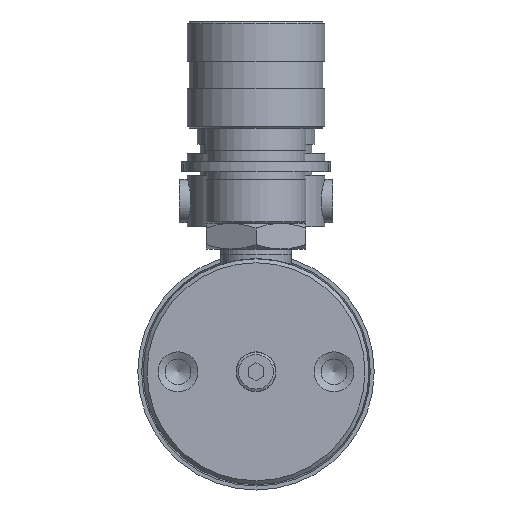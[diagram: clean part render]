
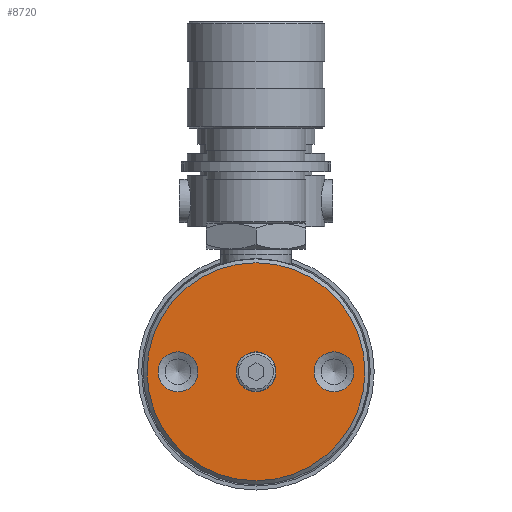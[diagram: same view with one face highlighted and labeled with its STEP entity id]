
A CAD part, front view. The second image highlights one B-rep face of the part: STEP entity #8720.
In plain terms, the highlighted planar face has unit normal (0, -1, 0).
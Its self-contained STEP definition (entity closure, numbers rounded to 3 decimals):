
#26 = CIRCLE ( 'NONE', #1396, 27.75 ) ;
#1015 = EDGE_LOOP ( 'NONE', ( #10390 ) ) ;
#1046 = VERTEX_POINT ( 'NONE', #14842 ) ;
#1083 = CARTESIAN_POINT ( 'NONE',  ( 0., 0., 0. ) ) ;
#1142 = DIRECTION ( 'NONE',  ( 0., 0., 1. ) ) ;
#1315 = PLANE ( 'NONE',  #11612 ) ;
#1396 = AXIS2_PLACEMENT_3D ( 'NONE', #15228, #12716, #10085 ) ;
#1414 = EDGE_LOOP ( 'NONE', ( #5436 ) ) ;
#1708 = CIRCLE ( 'NONE', #12042, 5.075 ) ;
#1777 = CARTESIAN_POINT ( 'NONE',  ( 0., 0., 27.75 ) ) ;
#2232 = AXIS2_PLACEMENT_3D ( 'NONE', #5260, #15649, #11708 ) ;
#2923 = EDGE_CURVE ( 'NONE', #14630, #14630, #1708, .T. ) ;
#3350 = CIRCLE ( 'NONE', #2232, 5.08 ) ;
#3366 = DIRECTION ( 'NONE',  ( 0., -1., 0. ) ) ;
#5260 = CARTESIAN_POINT ( 'NONE',  ( -19.85, 0., 0. ) ) ;
#5436 = ORIENTED_EDGE ( 'NONE', *, *, #16081, .F. ) ;
#6130 = EDGE_CURVE ( 'NONE', #13409, #13409, #26, .T. ) ;
#7000 = AXIS2_PLACEMENT_3D ( 'NONE', #9719, #3366, #11409 ) ;
#7541 = VERTEX_POINT ( 'NONE', #8297 ) ;
#7595 = CIRCLE ( 'NONE', #7000, 5.08 ) ;
#8297 = CARTESIAN_POINT ( 'NONE',  ( 19.85, 0., -5.08 ) ) ;
#8470 = ORIENTED_EDGE ( 'NONE', *, *, #15080, .F. ) ;
#8504 = FACE_BOUND ( 'NONE', #9270, .T. ) ;
#8720 = ADVANCED_FACE ( 'NONE', ( #11947, #8504, #14172, #10732 ), #1315, .F. ) ;
#8979 = DIRECTION ( 'NONE',  ( 0., 0., -1. ) ) ;
#9270 = EDGE_LOOP ( 'NONE', ( #8470 ) ) ;
#9719 = CARTESIAN_POINT ( 'NONE',  ( 19.85, 0., 0. ) ) ;
#10085 = DIRECTION ( 'NONE',  ( 0., 0., 1. ) ) ;
#10336 = DIRECTION ( 'NONE',  ( 0., 1., 0. ) ) ;
#10390 = ORIENTED_EDGE ( 'NONE', *, *, #2923, .F. ) ;
#10732 = FACE_BOUND ( 'NONE', #1015, .T. ) ;
#11409 = DIRECTION ( 'NONE',  ( 0., 0., -1. ) ) ;
#11572 = CARTESIAN_POINT ( 'NONE',  ( -5.075, 0., 0. ) ) ;
#11612 = AXIS2_PLACEMENT_3D ( 'NONE', #11572, #10336, #1142 ) ;
#11708 = DIRECTION ( 'NONE',  ( 0., 0., -1. ) ) ;
#11947 = FACE_BOUND ( 'NONE', #1414, .T. ) ;
#12042 = AXIS2_PLACEMENT_3D ( 'NONE', #1083, #14164, #8979 ) ;
#12716 = DIRECTION ( 'NONE',  ( 0., -1., 0. ) ) ;
#13044 = CARTESIAN_POINT ( 'NONE',  ( 0., 0., -5.075 ) ) ;
#13409 = VERTEX_POINT ( 'NONE', #1777 ) ;
#13711 = ORIENTED_EDGE ( 'NONE', *, *, #6130, .T. ) ;
#14164 = DIRECTION ( 'NONE',  ( 0., -1., 0. ) ) ;
#14172 = FACE_OUTER_BOUND ( 'NONE', #15781, .T. ) ;
#14630 = VERTEX_POINT ( 'NONE', #13044 ) ;
#14842 = CARTESIAN_POINT ( 'NONE',  ( -19.85, 0., -5.08 ) ) ;
#15080 = EDGE_CURVE ( 'NONE', #1046, #1046, #3350, .T. ) ;
#15228 = CARTESIAN_POINT ( 'NONE',  ( 0., 0., 0. ) ) ;
#15649 = DIRECTION ( 'NONE',  ( 0., -1., 0. ) ) ;
#15781 = EDGE_LOOP ( 'NONE', ( #13711 ) ) ;
#16081 = EDGE_CURVE ( 'NONE', #7541, #7541, #7595, .T. ) ;
